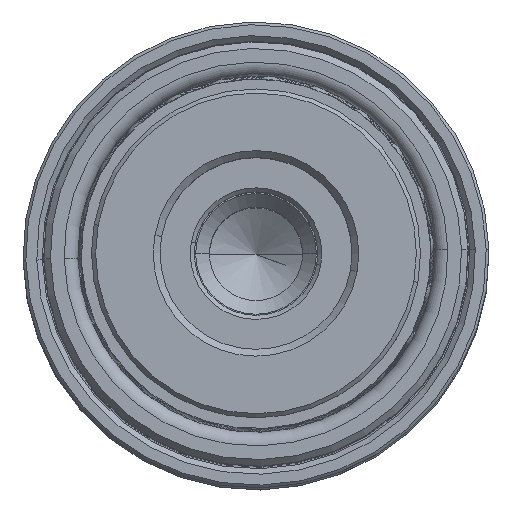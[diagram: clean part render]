
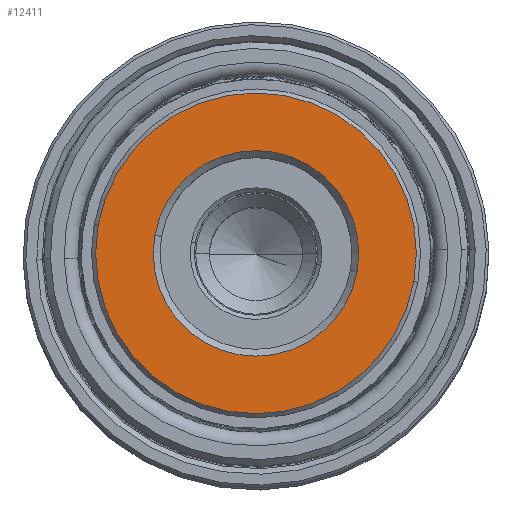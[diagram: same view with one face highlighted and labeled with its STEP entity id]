
A CAD part, top view. The second image highlights one B-rep face of the part: STEP entity #12411.
In plain terms, the highlighted face is planar.
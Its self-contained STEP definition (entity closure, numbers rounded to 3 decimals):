
#567 = CARTESIAN_POINT ( 'NONE',  ( 0., 0., 0. ) ) ;
#651 = CIRCLE ( 'NONE', #8373, 7.5 ) ;
#990 = CIRCLE ( 'NONE', #10065, 7.5 ) ;
#1949 = ORIENTED_EDGE ( 'NONE', *, *, #18710, .T. ) ;
#3659 = DIRECTION ( 'NONE',  ( 1., 0., 0. ) ) ;
#4302 = CARTESIAN_POINT ( 'NONE',  ( 0., 0., 0. ) ) ;
#4559 = CARTESIAN_POINT ( 'NONE',  ( -11.7, 0., 0. ) ) ;
#4941 = DIRECTION ( 'NONE',  ( 0., 0., -1. ) ) ;
#5707 = PLANE ( 'NONE',  #17430 ) ;
#6342 = DIRECTION ( 'NONE',  ( 0., 0., 1. ) ) ;
#7399 = DIRECTION ( 'NONE',  ( 1., 0., 0. ) ) ;
#7565 = CIRCLE ( 'NONE', #22660, 11.7 ) ;
#8310 = ORIENTED_EDGE ( 'NONE', *, *, #17557, .T. ) ;
#8373 = AXIS2_PLACEMENT_3D ( 'NONE', #24713, #6342, #27783 ) ;
#8429 = VERTEX_POINT ( 'NONE', #34444 ) ;
#10065 = AXIS2_PLACEMENT_3D ( 'NONE', #567, #22001, #3659 ) ;
#12411 = ADVANCED_FACE ( 'NONE', ( #21074, #36479 ), #5707, .F. ) ;
#15325 = EDGE_LOOP ( 'NONE', ( #1949, #8310 ) ) ;
#16197 = ORIENTED_EDGE ( 'NONE', *, *, #35682, .T. ) ;
#17192 = EDGE_LOOP ( 'NONE', ( #39484, #16197 ) ) ;
#17430 = AXIS2_PLACEMENT_3D ( 'NONE', #20950, #17738, #27141 ) ;
#17557 = EDGE_CURVE ( 'NONE', #34820, #8429, #24319, .T. ) ;
#17738 = DIRECTION ( 'NONE',  ( 0., 0., 1. ) ) ;
#18611 = CARTESIAN_POINT ( 'NONE',  ( -7.5, 0., 0. ) ) ;
#18710 = EDGE_CURVE ( 'NONE', #8429, #34820, #7565, .T. ) ;
#20950 = CARTESIAN_POINT ( 'NONE',  ( 0., 0., 0. ) ) ;
#21074 = FACE_OUTER_BOUND ( 'NONE', #15325, .T. ) ;
#22001 = DIRECTION ( 'NONE',  ( 0., 0., 1. ) ) ;
#22660 = AXIS2_PLACEMENT_3D ( 'NONE', #4302, #25765, #7399 ) ;
#23285 = CARTESIAN_POINT ( 'NONE',  ( 0., 0., 0. ) ) ;
#24319 = CIRCLE ( 'NONE', #36808, 11.7 ) ;
#24713 = CARTESIAN_POINT ( 'NONE',  ( 0., 0., 0. ) ) ;
#25765 = DIRECTION ( 'NONE',  ( 0., 0., -1. ) ) ;
#26381 = DIRECTION ( 'NONE',  ( 1., 0., 0. ) ) ;
#27141 = DIRECTION ( 'NONE',  ( 1., 0., 0. ) ) ;
#27692 = EDGE_CURVE ( 'NONE', #31426, #31914, #990, .T. ) ;
#27783 = DIRECTION ( 'NONE',  ( 1., 0., 0. ) ) ;
#31426 = VERTEX_POINT ( 'NONE', #18611 ) ;
#31914 = VERTEX_POINT ( 'NONE', #36990 ) ;
#34444 = CARTESIAN_POINT ( 'NONE',  ( 11.7, 0., 0. ) ) ;
#34820 = VERTEX_POINT ( 'NONE', #4559 ) ;
#35682 = EDGE_CURVE ( 'NONE', #31914, #31426, #651, .T. ) ;
#36479 = FACE_BOUND ( 'NONE', #17192, .T. ) ;
#36808 = AXIS2_PLACEMENT_3D ( 'NONE', #23285, #4941, #26381 ) ;
#36990 = CARTESIAN_POINT ( 'NONE',  ( 7.5, 0., 0. ) ) ;
#39484 = ORIENTED_EDGE ( 'NONE', *, *, #27692, .T. ) ;
